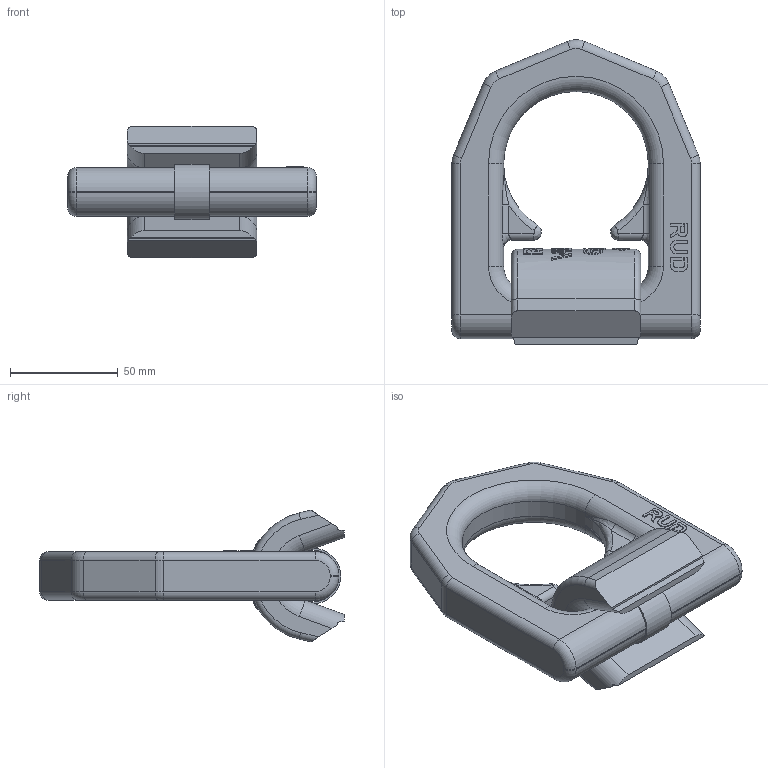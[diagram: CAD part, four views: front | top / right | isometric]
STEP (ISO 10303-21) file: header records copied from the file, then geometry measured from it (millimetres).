
FILE_DESCRIPTION((''),'2;1');
FILE_NAME('001-M32120-P3_ASM','2018-11-23T',('anja.joas'),(''),'PRO/ENGINEER BY PARAMETRIC TECHNOLOGY CORPORATION, 2011490','PRO/ENGINEER BY PARAMETRIC TECHNOLOGY CORPORATION, 2011490','');
FILE_SCHEMA(('CONFIG_CONTROL_DESIGN'));
Length unit declared in the file: millimetre
Products named in the file (3): 001-M32120-P-30; 001-M34886-P1; 001-M32120-P3_ASM
Assembly tree (2 placements, depth 2):
  001-M32120-P3_ASM
    001-M32120-P-30
    001-M34886-P1
Bounding box: 115 x 140.97 x 61 mm (x, y, z)
Volume: 267716.8 mm3; surface area: 46551.4 mm2
Topology: 2 solids, 2 shells, 441 faces, 1174 edges, 756 vertices
Faces by surface type: plane 301, cylinder 91, torus 32, bspline 16, extrusion 1
Entity records: 15256 total; most frequent: CARTESIAN_POINT 4685, ORIENTED_EDGE 2348, DIRECTION 1975, EDGE_CURVE 1174, VERTEX_POINT 756, AXIS2_PLACEMENT_3D 706, VECTOR 563, LINE 562
